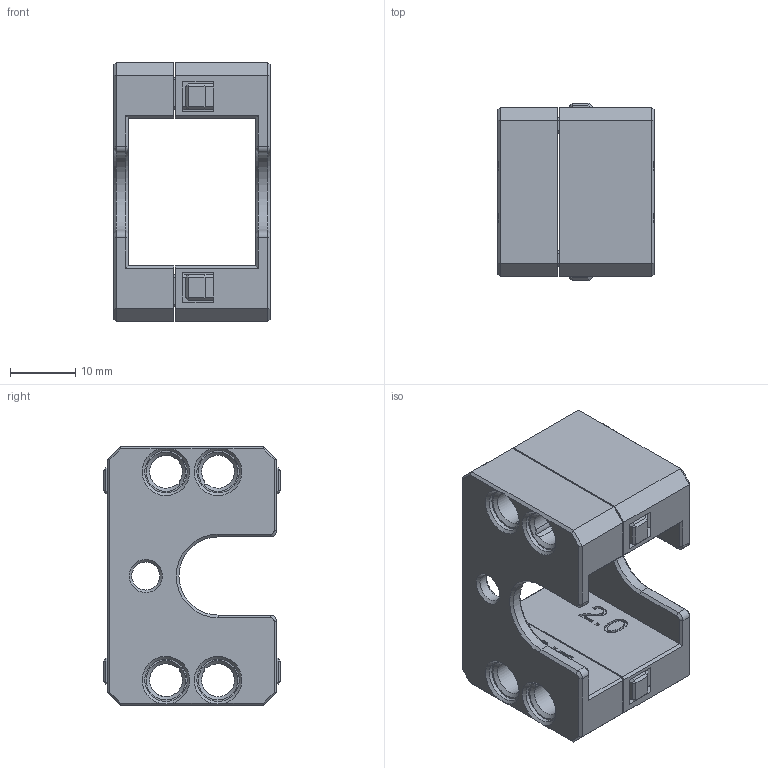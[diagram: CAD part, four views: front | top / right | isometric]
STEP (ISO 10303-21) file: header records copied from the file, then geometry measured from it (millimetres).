
FILE_DESCRIPTION(/* description */ (''),/* implementation_level */ '2;1');
FILE_NAME(/* name */ 'Lego-TT_2.0_normaal.step',/* time_stamp */ '2025-10-12T23:04:20+02:00',/* author */ (''),/* organization */ (''),/* preprocessor_version */ 'ST-DEVELOPER v20.1',/* originating_system */ 'Autodesk Translation Framework v14.17.0.0',/* authorisation */ '');
FILE_SCHEMA (('AUTOMOTIVE_DESIGN { 1 0 10303 214 3 1 1 }'));
Length unit declared in the file: millimetre
Products named in the file (1): ..V2 met Steun, maar steun weer verwijderd
Bounding box: 24 x 27.2 x 39.8 mm (x, y, z)
Volume: 8866.1 mm3; surface area: 10484.1 mm2
Topology: 2 solids, 2 shells, 440 faces, 1122 edges, 710 vertices
Faces by surface type: plane 268, bspline 92, cylinder 48, cone 32
Full cylindrical faces by diameter (mm): 4.3 x2, 6.5 x16
Entity records: 16694 total; most frequent: CARTESIAN_POINT 6597, ORIENTED_EDGE 2244, DIRECTION 1736, EDGE_CURVE 1122, LINE 782, VECTOR 782, VERTEX_POINT 710, EDGE_LOOP 492
